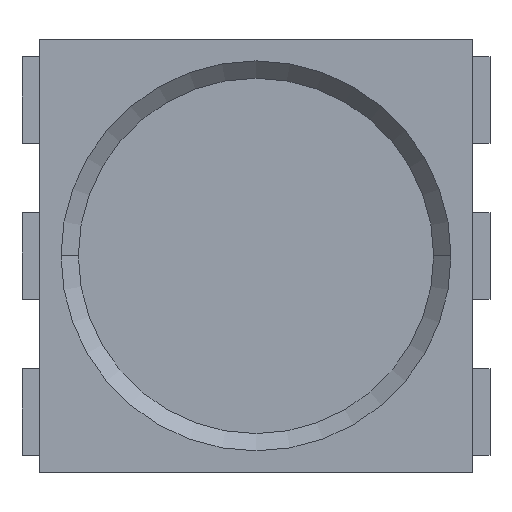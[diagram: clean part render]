
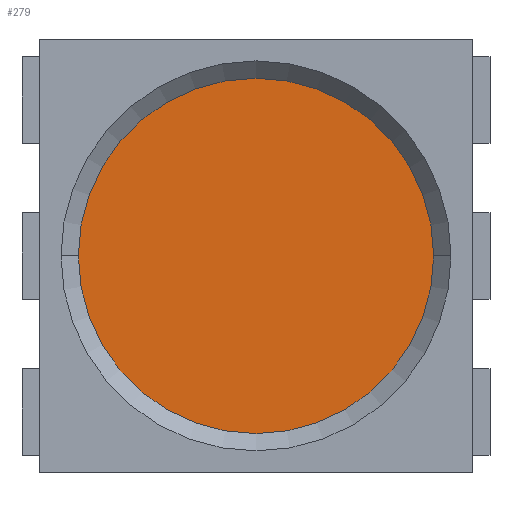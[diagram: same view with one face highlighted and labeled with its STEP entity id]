
A CAD part, top view. The second image highlights one B-rep face of the part: STEP entity #279.
In plain terms, the highlighted planar face has unit normal (0, 0, 1).
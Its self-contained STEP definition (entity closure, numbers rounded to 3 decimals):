
#82 = CIRCLE ( 'NONE', #306, 2.05 ) ;
#85 = VERTEX_POINT ( 'NONE', #1011 ) ;
#87 = DIRECTION ( 'NONE',  ( 0., 0., 1. ) ) ;
#102 = EDGE_CURVE ( 'NONE', #1048, #85, #730, .T. ) ;
#266 = EDGE_LOOP ( 'NONE', ( #996, #950 ) ) ;
#276 = CARTESIAN_POINT ( 'NONE',  ( 0., 0., 1.4 ) ) ;
#279 = ADVANCED_FACE ( 'NONE', ( #641 ), #627, .T. ) ;
#306 = AXIS2_PLACEMENT_3D ( 'NONE', #412, #408, #595 ) ;
#408 = DIRECTION ( 'NONE',  ( 0., 0., 1. ) ) ;
#412 = CARTESIAN_POINT ( 'NONE',  ( 0., 0., 1.4 ) ) ;
#491 = AXIS2_PLACEMENT_3D ( 'NONE', #642, #87, #736 ) ;
#595 = DIRECTION ( 'NONE',  ( 1., 0., 0. ) ) ;
#627 = PLANE ( 'NONE',  #963 ) ;
#641 = FACE_OUTER_BOUND ( 'NONE', #266, .T. ) ;
#642 = CARTESIAN_POINT ( 'NONE',  ( 0., 0., 1.4 ) ) ;
#705 = CARTESIAN_POINT ( 'NONE',  ( 2.05, 0., 1.4 ) ) ;
#730 = CIRCLE ( 'NONE', #491, 2.05 ) ;
#736 = DIRECTION ( 'NONE',  ( 1., 0., 0. ) ) ;
#889 = DIRECTION ( 'NONE',  ( 1., 0., 0. ) ) ;
#893 = DIRECTION ( 'NONE',  ( 0., 0., 1. ) ) ;
#907 = EDGE_CURVE ( 'NONE', #85, #1048, #82, .T. ) ;
#950 = ORIENTED_EDGE ( 'NONE', *, *, #907, .T. ) ;
#963 = AXIS2_PLACEMENT_3D ( 'NONE', #276, #893, #889 ) ;
#996 = ORIENTED_EDGE ( 'NONE', *, *, #102, .T. ) ;
#1011 = CARTESIAN_POINT ( 'NONE',  ( -2.05, 0., 1.4 ) ) ;
#1048 = VERTEX_POINT ( 'NONE', #705 ) ;
